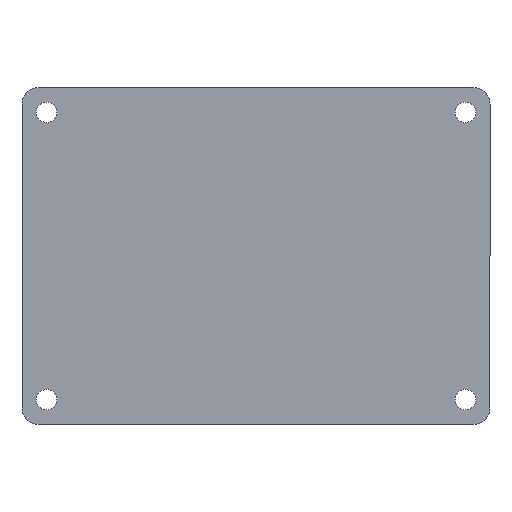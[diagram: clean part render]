
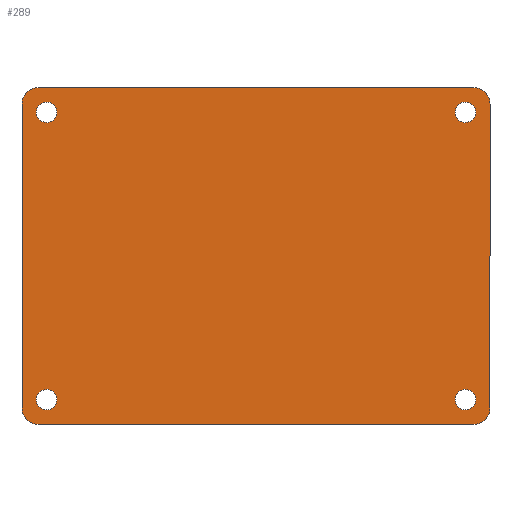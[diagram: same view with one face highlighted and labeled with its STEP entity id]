
A CAD part, front view. The second image highlights one B-rep face of the part: STEP entity #289.
In plain terms, the highlighted planar face has unit normal (0, -1, 0).
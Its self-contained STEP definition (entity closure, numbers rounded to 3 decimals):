
#1 = DIRECTION ( 'NONE',  ( 0., 1., 0. ) ) ;
#5 = CIRCLE ( 'NONE', #362, 1.25 ) ;
#8 = CARTESIAN_POINT ( 'NONE',  ( -28.5, 0., 18.5 ) ) ;
#12 = EDGE_CURVE ( 'NONE', #146, #237, #352, .T. ) ;
#13 = ORIENTED_EDGE ( 'NONE', *, *, #138, .T. ) ;
#14 = ORIENTED_EDGE ( 'NONE', *, *, #12, .T. ) ;
#15 = CARTESIAN_POINT ( 'NONE',  ( 26.5, 0., -20.5 ) ) ;
#18 = DIRECTION ( 'NONE',  ( 0., 1., 0. ) ) ;
#20 = FACE_BOUND ( 'NONE', #671, .T. ) ;
#28 = CARTESIAN_POINT ( 'NONE',  ( -25.5, 0., 17.5 ) ) ;
#32 = DIRECTION ( 'NONE',  ( 0., 0., 1. ) ) ;
#59 = DIRECTION ( 'NONE',  ( 0., 0., 1. ) ) ;
#61 = AXIS2_PLACEMENT_3D ( 'NONE', #627, #460, #59 ) ;
#69 = DIRECTION ( 'NONE',  ( 1., 0., 0. ) ) ;
#70 = AXIS2_PLACEMENT_3D ( 'NONE', #128, #18, #382 ) ;
#75 = EDGE_CURVE ( 'NONE', #282, #455, #589, .T. ) ;
#85 = AXIS2_PLACEMENT_3D ( 'NONE', #294, #291, #337 ) ;
#91 = EDGE_CURVE ( 'NONE', #353, #381, #320, .T. ) ;
#98 = AXIS2_PLACEMENT_3D ( 'NONE', #463, #624, #221 ) ;
#103 = EDGE_LOOP ( 'NONE', ( #615, #323, #273, #450, #487, #561, #161, #596 ) ) ;
#108 = CIRCLE ( 'NONE', #70, 1.25 ) ;
#116 = EDGE_LOOP ( 'NONE', ( #160, #325 ) ) ;
#127 = ORIENTED_EDGE ( 'NONE', *, *, #277, .T. ) ;
#128 = CARTESIAN_POINT ( 'NONE',  ( 25.5, 0., 17.5 ) ) ;
#138 = EDGE_CURVE ( 'NONE', #237, #146, #5, .T. ) ;
#146 = VERTEX_POINT ( 'NONE', #492 ) ;
#149 = EDGE_CURVE ( 'NONE', #526, #217, #405, .T. ) ;
#154 = ORIENTED_EDGE ( 'NONE', *, *, #75, .T. ) ;
#160 = ORIENTED_EDGE ( 'NONE', *, *, #367, .T. ) ;
#161 = ORIENTED_EDGE ( 'NONE', *, *, #318, .F. ) ;
#168 = ORIENTED_EDGE ( 'NONE', *, *, #557, .T. ) ;
#192 = DIRECTION ( 'NONE',  ( 0., 0., 1. ) ) ;
#194 = CARTESIAN_POINT ( 'NONE',  ( 28.5, 0., -18.5 ) ) ;
#195 = VERTEX_POINT ( 'NONE', #656 ) ;
#202 = DIRECTION ( 'NONE',  ( 0., 0., 1. ) ) ;
#214 = CIRCLE ( 'NONE', #634, 1.25 ) ;
#217 = VERTEX_POINT ( 'NONE', #194 ) ;
#220 = CIRCLE ( 'NONE', #662, 1.25 ) ;
#221 = DIRECTION ( 'NONE',  ( 0., 0., 1. ) ) ;
#226 = DIRECTION ( 'NONE',  ( 0., 1., 0. ) ) ;
#228 = FACE_BOUND ( 'NONE', #432, .T. ) ;
#237 = VERTEX_POINT ( 'NONE', #252 ) ;
#238 = AXIS2_PLACEMENT_3D ( 'NONE', #392, #498, #202 ) ;
#240 = CARTESIAN_POINT ( 'NONE',  ( 25.5, 0., 16.25 ) ) ;
#246 = VERTEX_POINT ( 'NONE', #308 ) ;
#252 = CARTESIAN_POINT ( 'NONE',  ( -25.5, 0., -18.75 ) ) ;
#256 = DIRECTION ( 'NONE',  ( 0., 0., 1. ) ) ;
#258 = CARTESIAN_POINT ( 'NONE',  ( -25.5, 0., 16.25 ) ) ;
#260 = VECTOR ( 'NONE', #667, 1000. ) ;
#266 = AXIS2_PLACEMENT_3D ( 'NONE', #517, #1, #274 ) ;
#273 = ORIENTED_EDGE ( 'NONE', *, *, #593, .F. ) ;
#274 = DIRECTION ( 'NONE',  ( 0., 0., 1. ) ) ;
#277 = EDGE_CURVE ( 'NONE', #631, #195, #220, .T. ) ;
#280 = CIRCLE ( 'NONE', #61, 1.25 ) ;
#282 = VERTEX_POINT ( 'NONE', #258 ) ;
#286 = DIRECTION ( 'NONE',  ( 0., 0., 1. ) ) ;
#289 = ADVANCED_FACE ( 'NONE', ( #228, #333, #613, #20, #468 ), #452, .F. ) ;
#291 = DIRECTION ( 'NONE',  ( 0., -1., 0. ) ) ;
#294 = CARTESIAN_POINT ( 'NONE',  ( -26.5, 0., 18.5 ) ) ;
#296 = DIRECTION ( 'NONE',  ( 0., -1., 0. ) ) ;
#302 = DIRECTION ( 'NONE',  ( 0., 1., 0. ) ) ;
#306 = ORIENTED_EDGE ( 'NONE', *, *, #334, .T. ) ;
#308 = CARTESIAN_POINT ( 'NONE',  ( 26.5, 0., 20.5 ) ) ;
#313 = CARTESIAN_POINT ( 'NONE',  ( -28.5, 0., -20.5 ) ) ;
#317 = LINE ( 'NONE', #385, #364 ) ;
#318 = EDGE_CURVE ( 'NONE', #526, #381, #525, .T. ) ;
#320 = CIRCLE ( 'NONE', #238, 2. ) ;
#323 = ORIENTED_EDGE ( 'NONE', *, *, #360, .T. ) ;
#325 = ORIENTED_EDGE ( 'NONE', *, *, #507, .T. ) ;
#333 = FACE_BOUND ( 'NONE', #116, .T. ) ;
#334 = EDGE_CURVE ( 'NONE', #195, #631, #280, .T. ) ;
#337 = DIRECTION ( 'NONE',  ( 0., 0., 1. ) ) ;
#338 = CARTESIAN_POINT ( 'NONE',  ( -25.5, 0., -17.5 ) ) ;
#346 = DIRECTION ( 'NONE',  ( 0., 0., 1. ) ) ;
#350 = DIRECTION ( 'NONE',  ( 0., 0., 1. ) ) ;
#352 = CIRCLE ( 'NONE', #625, 1.25 ) ;
#353 = VERTEX_POINT ( 'NONE', #466 ) ;
#360 = EDGE_CURVE ( 'NONE', #533, #246, #645, .T. ) ;
#362 = AXIS2_PLACEMENT_3D ( 'NONE', #547, #447, #350 ) ;
#364 = VECTOR ( 'NONE', #192, 1000. ) ;
#367 = EDGE_CURVE ( 'NONE', #454, #648, #588, .T. ) ;
#374 = CARTESIAN_POINT ( 'NONE',  ( -25.5, 0., 17.5 ) ) ;
#379 = CARTESIAN_POINT ( 'NONE',  ( -28.5, 0., 20.5 ) ) ;
#381 = VERTEX_POINT ( 'NONE', #572 ) ;
#382 = DIRECTION ( 'NONE',  ( 0., 0., 1. ) ) ;
#385 = CARTESIAN_POINT ( 'NONE',  ( -28.5, 0., -20.5 ) ) ;
#392 = CARTESIAN_POINT ( 'NONE',  ( -26.5, 0., -18.5 ) ) ;
#402 = CIRCLE ( 'NONE', #85, 2. ) ;
#405 = CIRCLE ( 'NONE', #449, 2. ) ;
#415 = AXIS2_PLACEMENT_3D ( 'NONE', #28, #302, #32 ) ;
#426 = CARTESIAN_POINT ( 'NONE',  ( 28.5, 0., -20.5 ) ) ;
#430 = LINE ( 'NONE', #379, #586 ) ;
#432 = EDGE_LOOP ( 'NONE', ( #306, #127 ) ) ;
#433 = CARTESIAN_POINT ( 'NONE',  ( -26.5, 0., 20.5 ) ) ;
#437 = CARTESIAN_POINT ( 'NONE',  ( 25.5, 0., -18.75 ) ) ;
#440 = CARTESIAN_POINT ( 'NONE',  ( 26.5, 0., -18.5 ) ) ;
#447 = DIRECTION ( 'NONE',  ( 0., 1., 0. ) ) ;
#449 = AXIS2_PLACEMENT_3D ( 'NONE', #440, #296, #346 ) ;
#450 = ORIENTED_EDGE ( 'NONE', *, *, #657, .T. ) ;
#452 = PLANE ( 'NONE',  #529 ) ;
#454 = VERTEX_POINT ( 'NONE', #621 ) ;
#455 = VERTEX_POINT ( 'NONE', #641 ) ;
#458 = DIRECTION ( 'NONE',  ( 0., 1., 0. ) ) ;
#460 = DIRECTION ( 'NONE',  ( 0., 1., 0. ) ) ;
#463 = CARTESIAN_POINT ( 'NONE',  ( 26.5, 0., 18.5 ) ) ;
#466 = CARTESIAN_POINT ( 'NONE',  ( -28.5, 0., -18.5 ) ) ;
#468 = FACE_OUTER_BOUND ( 'NONE', #103, .T. ) ;
#470 = EDGE_LOOP ( 'NONE', ( #168, #154 ) ) ;
#474 = CARTESIAN_POINT ( 'NONE',  ( 28.5, 0., 18.5 ) ) ;
#487 = ORIENTED_EDGE ( 'NONE', *, *, #618, .F. ) ;
#492 = CARTESIAN_POINT ( 'NONE',  ( -25.5, 0., -16.25 ) ) ;
#495 = VECTOR ( 'NONE', #584, 1000. ) ;
#498 = DIRECTION ( 'NONE',  ( 0., -1., 0. ) ) ;
#499 = DIRECTION ( 'NONE',  ( 0., 1., 0. ) ) ;
#507 = EDGE_CURVE ( 'NONE', #648, #454, #108, .T. ) ;
#508 = DIRECTION ( 'NONE',  ( 0., 0., 1. ) ) ;
#509 = CARTESIAN_POINT ( 'NONE',  ( 25.5, 0., -17.5 ) ) ;
#515 = EDGE_CURVE ( 'NONE', #533, #217, #637, .T. ) ;
#517 = CARTESIAN_POINT ( 'NONE',  ( 25.5, 0., 17.5 ) ) ;
#525 = LINE ( 'NONE', #313, #260 ) ;
#526 = VERTEX_POINT ( 'NONE', #15 ) ;
#529 = AXIS2_PLACEMENT_3D ( 'NONE', #555, #458, #256 ) ;
#533 = VERTEX_POINT ( 'NONE', #474 ) ;
#547 = CARTESIAN_POINT ( 'NONE',  ( -25.5, 0., -17.5 ) ) ;
#555 = CARTESIAN_POINT ( 'NONE',  ( 0., 0., 0. ) ) ;
#557 = EDGE_CURVE ( 'NONE', #455, #282, #214, .T. ) ;
#561 = ORIENTED_EDGE ( 'NONE', *, *, #91, .T. ) ;
#572 = CARTESIAN_POINT ( 'NONE',  ( -26.5, 0., -20.5 ) ) ;
#577 = VERTEX_POINT ( 'NONE', #8 ) ;
#584 = DIRECTION ( 'NONE',  ( 0., 0., -1. ) ) ;
#585 = DIRECTION ( 'NONE',  ( 0., 1., 0. ) ) ;
#586 = VECTOR ( 'NONE', #69, 1000. ) ;
#588 = CIRCLE ( 'NONE', #266, 1.25 ) ;
#589 = CIRCLE ( 'NONE', #415, 1.25 ) ;
#591 = DIRECTION ( 'NONE',  ( 0., 0., 1. ) ) ;
#593 = EDGE_CURVE ( 'NONE', #639, #246, #430, .T. ) ;
#596 = ORIENTED_EDGE ( 'NONE', *, *, #149, .T. ) ;
#613 = FACE_BOUND ( 'NONE', #470, .T. ) ;
#615 = ORIENTED_EDGE ( 'NONE', *, *, #515, .F. ) ;
#618 = EDGE_CURVE ( 'NONE', #353, #577, #317, .T. ) ;
#621 = CARTESIAN_POINT ( 'NONE',  ( 25.5, 0., 18.75 ) ) ;
#624 = DIRECTION ( 'NONE',  ( 0., -1., 0. ) ) ;
#625 = AXIS2_PLACEMENT_3D ( 'NONE', #338, #585, #591 ) ;
#627 = CARTESIAN_POINT ( 'NONE',  ( 25.5, 0., -17.5 ) ) ;
#631 = VERTEX_POINT ( 'NONE', #437 ) ;
#634 = AXIS2_PLACEMENT_3D ( 'NONE', #374, #226, #286 ) ;
#637 = LINE ( 'NONE', #426, #495 ) ;
#639 = VERTEX_POINT ( 'NONE', #433 ) ;
#641 = CARTESIAN_POINT ( 'NONE',  ( -25.5, 0., 18.75 ) ) ;
#645 = CIRCLE ( 'NONE', #98, 2. ) ;
#648 = VERTEX_POINT ( 'NONE', #240 ) ;
#656 = CARTESIAN_POINT ( 'NONE',  ( 25.5, 0., -16.25 ) ) ;
#657 = EDGE_CURVE ( 'NONE', #639, #577, #402, .T. ) ;
#662 = AXIS2_PLACEMENT_3D ( 'NONE', #509, #499, #508 ) ;
#667 = DIRECTION ( 'NONE',  ( -1., 0., 0. ) ) ;
#671 = EDGE_LOOP ( 'NONE', ( #14, #13 ) ) ;
